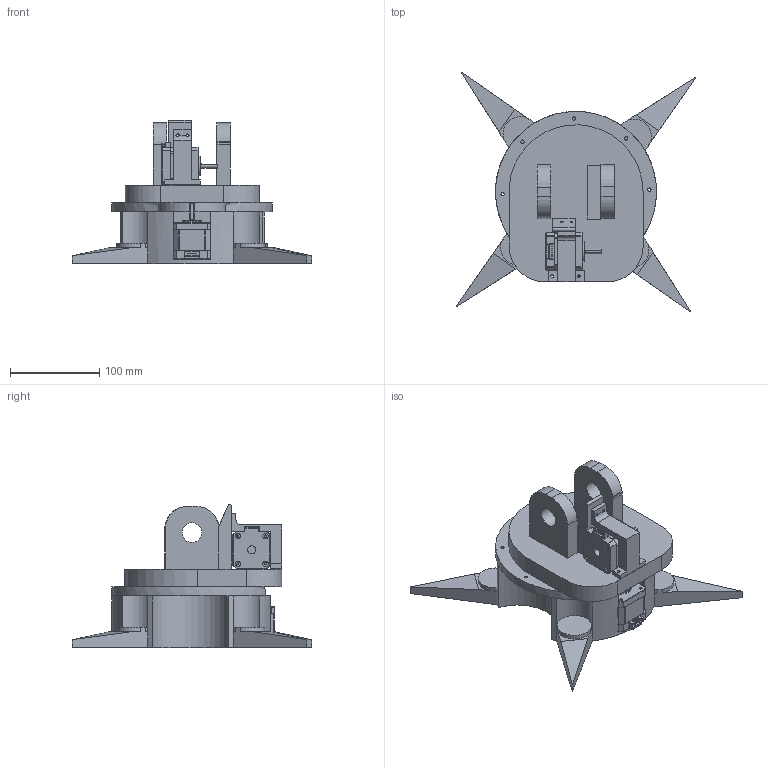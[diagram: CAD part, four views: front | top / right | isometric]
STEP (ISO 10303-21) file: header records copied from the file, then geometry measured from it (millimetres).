
FILE_DESCRIPTION(/* description */ (''),/* implementation_level */ '2;1');
FILE_NAME(/* name */ 'base.step',/* time_stamp */ '2025-06-29T19:37:12+05:30',/* author */ (''),/* organization */ (''),/* preprocessor_version */ 'ST-DEVELOPER v20.1',/* originating_system */ 'Autodesk Translation Framework v14.10.0.0',/* authorisation */ '');
FILE_SCHEMA (('AUTOMOTIVE_DESIGN { 1 0 10303 214 3 1 1 }'));
Length unit declared in the file: millimetre
Products named in the file (3): base; Nima 17 40x42x5mm; slipring
Assembly tree (3 placements, depth 2):
  base
    Nima 17 40x42x5mm  x2
    slipring
Bounding box: 268.21 x 268.21 x 160.12 mm (x, y, z)
Volume: 1928831.6 mm3; surface area: 299535.4 mm2
Topology: 33 solids, 33 shells, 900 faces, 2264 edges, 1428 vertices
Faces by surface type: cylinder 483, plane 355, sphere 36, bspline 20, torus 4, cone 2
Full cylindrical faces by diameter (mm): 2.5 x128, 3 x8, 3.041 x112, 3.7 x7, 5 x2, 6 x8, 8.5 x1, 9 x6, 15 x2, 22 x4, 22.1 x1, 62 x1, 77 x1
Entity records: 25010 total; most frequent: CARTESIAN_POINT 12694, ORIENTED_EDGE 2620, DIRECTION 2384, EDGE_CURVE 1310, VERTEX_POINT 842, AXIS2_PLACEMENT_3D 837, LINE 710, VECTOR 710
